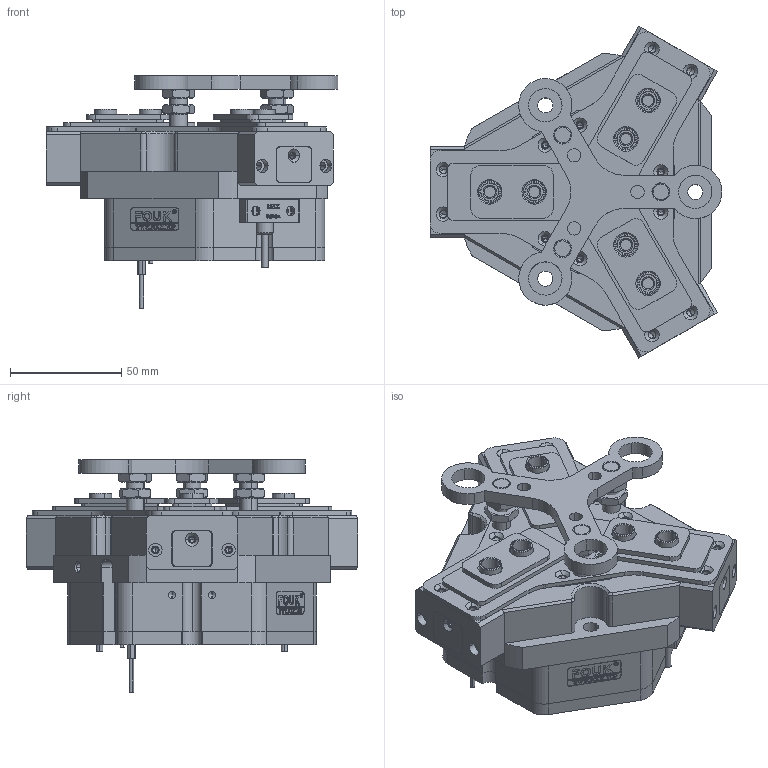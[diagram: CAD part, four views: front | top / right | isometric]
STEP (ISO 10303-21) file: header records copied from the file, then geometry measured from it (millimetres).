
FILE_DESCRIPTION (( 'STEP AP203' ), '1' );
FILE_NAME ('FZ70-125-S-C30-P.STEP', '2025-03-30T08:28:50', ( 'USER-' ), ( 'Microsoft' ), 'SwSTEP 2.0', 'SolidWorks 2018', '' );
FILE_SCHEMA (( 'CONFIG_CONTROL_DESIGN' ));
Length unit declared in the file: millimetre
Products named in the file (24): 25x10-R1.5; ﾏ擎ﾗ10｡ﾁ8｡ﾁ6; TZT70-125-M-13 耜猾极; 揤輸蚾饜极; 苤覜聆假蚾璃; 电容传感器8x23接近开关; 内六角圆柱头螺钉[GBT70_1-2008][M2.5×8]_M2.5×8; TZT70-125-M-07 芢裝; M8情蹟譫; TZT70-125-M-12 痄雄結啣; TZT70-125-M-08 芢蹋; TZT70-125-M-14 耜猾苤裔; TZT70-125-S-02 賑輸; 20241226-M4 M4換覜ん揤輸; TZT70-125-M-10 囀笢猾啣; TZT70-125-M-11 奻葡裔啣; TZT70-125-M-01褲极; TZT70-125-M-06 笢猾啣; 棠羲換覜ん; TZT70-125-M-09 忒硌薊啣; -C30; FZ70-125-S-C30-P; 0-TZT70-125 -  P; TZT70-125-M-05 菁裔啣
Assembly tree (59 placements, depth 3):
  FZ70-125-S-C30-P
    TZT70-125-M-01褲极
    TZT70-125-S-02 賑輸  x3
    TZT70-125-M-05 菁裔啣
    TZT70-125-M-06 笢猾啣
    TZT70-125-M-10 囀笢猾啣  x3
    揤輸蚾饜极  x3
      内六角圆柱头螺钉[GBT70_1-2008][M2.5×8]_M2.5×8
      苤覜聆假蚾璃
    电容传感器8x23接近开关  x2
    20241226-M4 M4換覜ん揤輸  x2
    棠羲換覜ん  x2
    ﾏ擎ﾗ10｡ﾁ8｡ﾁ6  x12
    25x10-R1.5
    0-TZT70-125 -  P
      TZT70-125-M-09 忒硌薊啣  x3
      TZT70-125-M-12 痄雄結啣  x3
      TZT70-125-M-13 耜猾极  x3
      TZT70-125-M-11 奻葡裔啣
      TZT70-125-M-14 耜猾苤裔  x3
    -C30
      TZT70-125-M-07 芢裝  x3
      TZT70-125-M-08 芢蹋
      M8情蹟譫  x6
Bounding box: 131.4 x 149.36 x 104.51 mm (x, y, z)
Volume: 578296.3 mm3; surface area: 181317.2 mm2
Topology: 60 solids, 63 shells, 3036 faces, 7859 edges, 5020 vertices
Faces by surface type: plane 1373, cylinder 815, cone 441, bspline 379, torus 28
Entity records: 69905 total; most frequent: CARTESIAN_POINT 21178, ORIENTED_EDGE 9730, DIRECTION 8738, EDGE_CURVE 4865, VERTEX_POINT 3154, LINE 3118, VECTOR 3118, AXIS2_PLACEMENT_3D 2810
